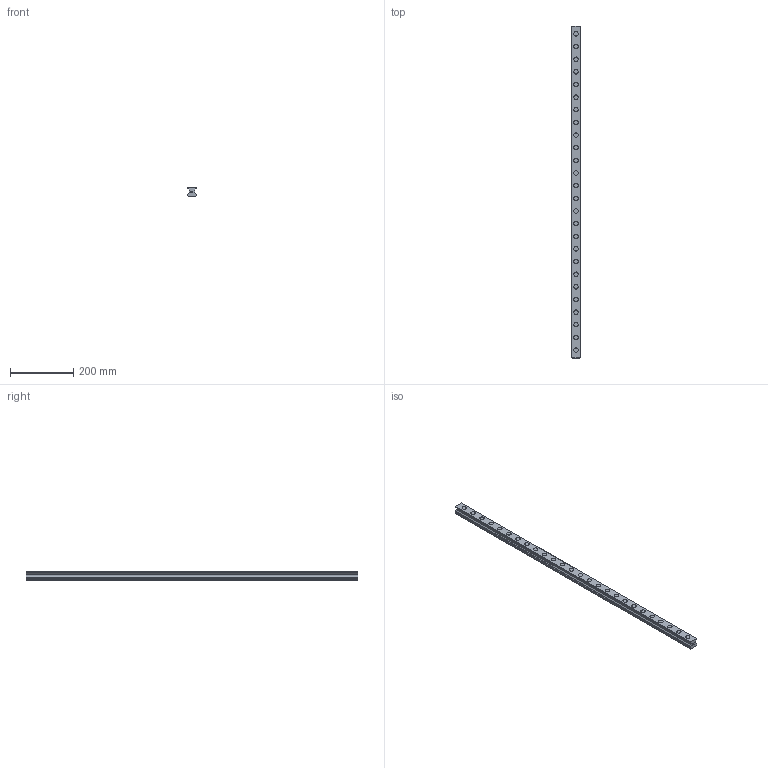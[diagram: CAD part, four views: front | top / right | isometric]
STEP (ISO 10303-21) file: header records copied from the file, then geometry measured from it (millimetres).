
FILE_DESCRIPTION(('STEP AP214'),'1');
FILE_NAME('cctmp_EC6C51CD-7048-458F-B238-0E9BE240F5F2_2021_03_11_15_37_16_0586..stp','2021-03-11T14:37:16',('HIWIN GmbH'),('CADClick - www.CADClick.com'),'Spatial InterOp 3D',' ','unknown authorization');
FILE_SCHEMA(('AUTOMOTIVE_DESIGN'));
Length unit declared in the file: millimetre
Products named in the file (1): RGR30R1050H_FILE
Bounding box: 28 x 1050 x 28 mm (x, y, z)
Volume: 603227.2 mm3; surface area: 156290 mm2
Topology: 1 solids, 1 shells, 349 faces, 795 edges, 530 vertices
Faces by surface type: plane 175, cylinder 174
Entity records: 12753 total; most frequent: DIRECTION 1843, CARTESIAN_POINT 1675, ORIENTED_EDGE 1590, EDGE_CURVE 795, AXIS2_PLACEMENT_3D 698, VERTEX_POINT 530, LINE 447, VECTOR 447
